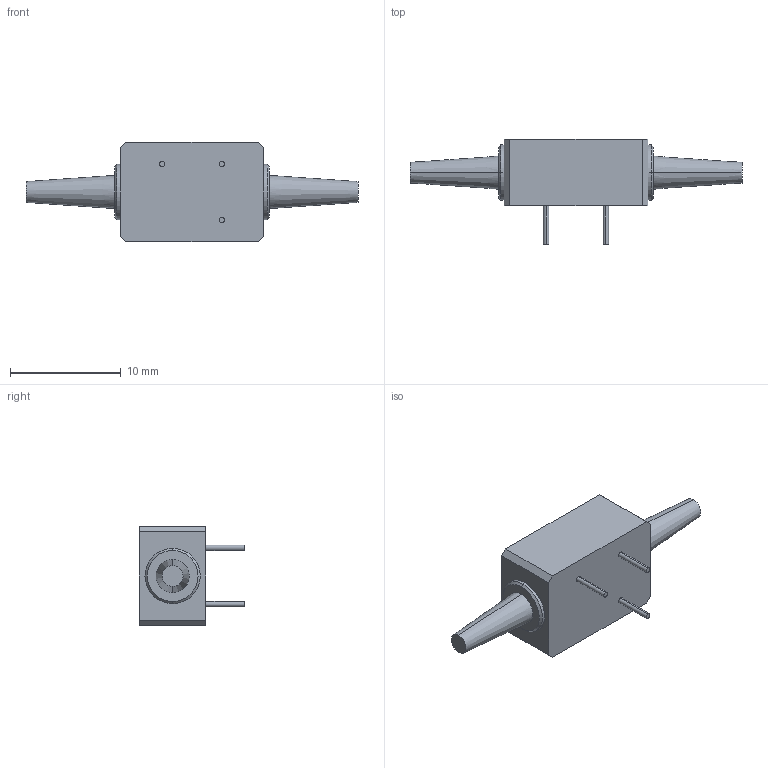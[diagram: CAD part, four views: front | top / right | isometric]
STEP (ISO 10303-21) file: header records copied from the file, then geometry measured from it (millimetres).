
FILE_DESCRIPTION (( 'STEP AP203' ), '1' );
FILE_NAME ('MEMS dual 1X2 switch.STEP', '2021-07-08T18:11:20', ( '' ), ( '' ), 'SwSTEP 2.0', 'SolidWorks 2018', '' );
FILE_SCHEMA (( 'CONFIG_CONTROL_DESIGN' ));
Length unit declared in the file: millimetre
Products named in the file (1): MEMS dual 1X2 switch
Bounding box: 30 x 9.5 x 9 mm (x, y, z)
Volume: 795.6 mm3; surface area: 641.6 mm2
Topology: 1 solids, 1 shells, 246 faces, 641 edges, 426 vertices
Faces by surface type: plane 182, bspline 46, cylinder 10, cone 8
Entity records: 9846 total; most frequent: CARTESIAN_POINT 4000, ORIENTED_EDGE 1282, DIRECTION 983, EDGE_CURVE 641, VECTOR 517, LINE 517, VERTEX_POINT 426, EDGE_LOOP 275
